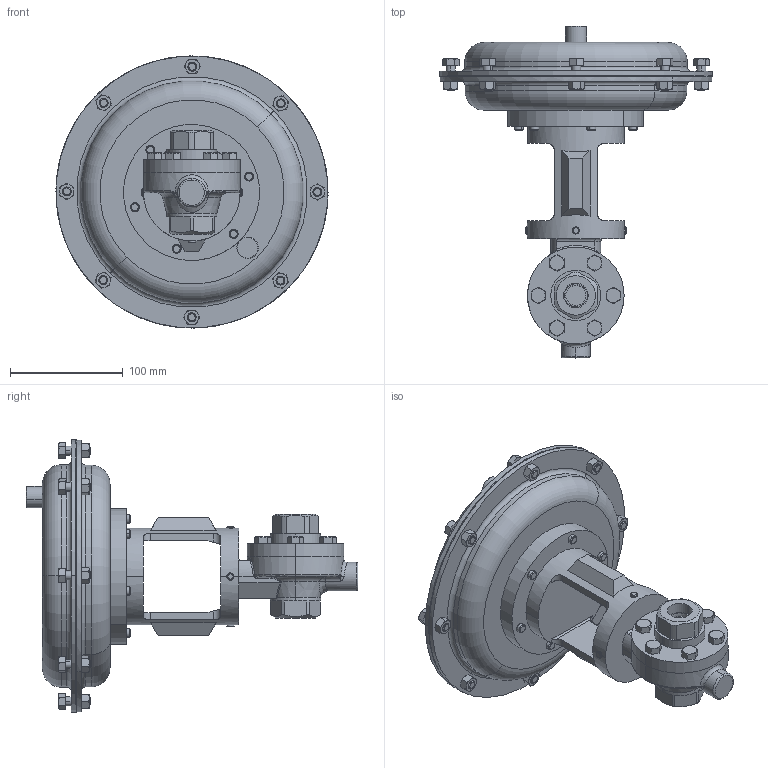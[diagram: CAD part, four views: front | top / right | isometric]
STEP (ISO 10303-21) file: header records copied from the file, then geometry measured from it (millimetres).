
FILE_DESCRIPTION (( 'STEP AP203' ), '1' );
FILE_NAME ('70-050-CS+S6-SW-35M.STEP', '2017-08-22T17:56:47', ( '' ), ( '' ), 'SwSTEP 2.0', 'SolidWorks 2014', '' );
FILE_SCHEMA (( 'CONFIG_CONTROL_DESIGN' ));
Length unit declared in the file: inch
Products named in the file (1): 70-050-CS+S6-SW-35M
Bounding box: 241.3 x 294.26 x 241.3 mm (x, y, z)
Volume: 2626364 mm3; surface area: 200814.8 mm2
Topology: 1 solids, 1 shells, 625 faces, 1426 edges, 862 vertices
Faces by surface type: plane 244, cone 231, cylinder 112, torus 20, bspline 16, sphere 2
Entity records: 20638 total; most frequent: CARTESIAN_POINT 7133, ORIENTED_EDGE 2848, DIRECTION 2685, EDGE_CURVE 1424, AXIS2_PLACEMENT_3D 1107, VERTEX_POINT 862, EDGE_LOOP 688, FACE_OUTER_BOUND 625
